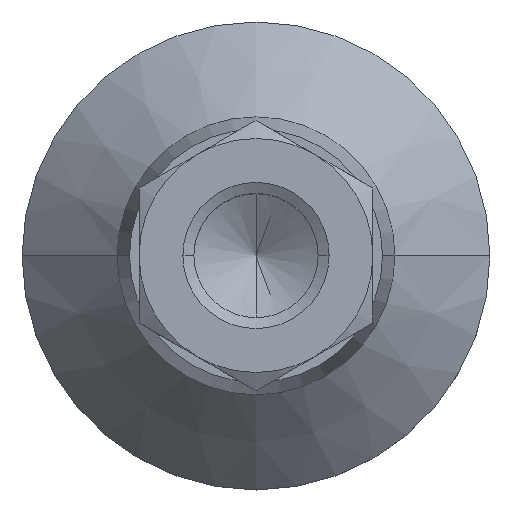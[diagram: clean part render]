
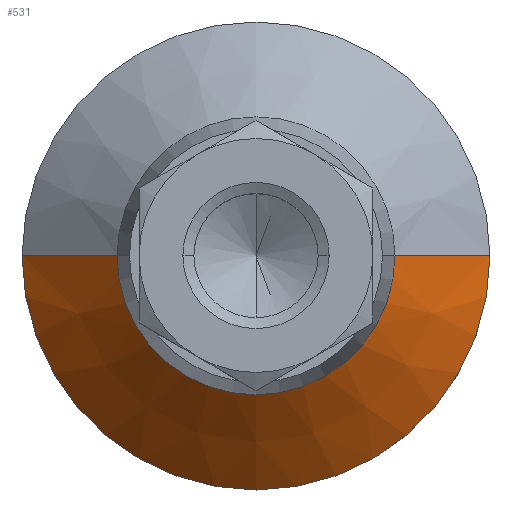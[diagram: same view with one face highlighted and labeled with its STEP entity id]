
A CAD part, top view. The second image highlights one B-rep face of the part: STEP entity #531.
In plain terms, the highlighted conical face has half-angle 45 degrees and reference radius 12.75 mm.
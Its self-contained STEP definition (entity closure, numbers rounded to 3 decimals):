
#305=EDGE_CURVE('',#363,#321,#729,.T.);
#321=VERTEX_POINT('',#748);
#329=VERTEX_POINT('',#756);
#331=EDGE_CURVE('',#329,#377,#758,.T.);
#363=VERTEX_POINT('',#793);
#377=VERTEX_POINT('',#808);
#531=ADVANCED_FACE('',(#984),#985,.T.);
#549=EDGE_CURVE('',#363,#377,#1004,.T.);
#619=EDGE_CURVE('',#321,#329,#1087,.T.);
#729=LINE('',#1230,#1231);
#748=CARTESIAN_POINT('',(9.5,0.,11.5));
#756=CARTESIAN_POINT('',(-9.5,0.,11.5));
#758=LINE('',#1278,#1279);
#793=CARTESIAN_POINT('',(16.0,0.,5.));
#808=CARTESIAN_POINT('',(-16.0,0.,5.));
#984=FACE_OUTER_BOUND('',#1692,.T.);
#985=CONICAL_SURFACE('',#1693,12.75,0.785);
#1004=CIRCLE('',#1731,16.0);
#1087=CIRCLE('',#1877,9.5);
#1230=CARTESIAN_POINT('',(12.75,0.,8.25));
#1231=VECTOR('',#1963,1.0);
#1278=CARTESIAN_POINT('',(-12.75,0.,8.25));
#1279=VECTOR('',#1991,1.0);
#1692=EDGE_LOOP('',(#2281,#2282,#2283,#2284));
#1693=AXIS2_PLACEMENT_3D('',#2285,#2286,#2287);
#1731=AXIS2_PLACEMENT_3D('',#2304,#2305,#2306);
#1877=AXIS2_PLACEMENT_3D('',#2424,#2425,#2426);
#1963=DIRECTION('',(-0.707,0.,0.707));
#1991=DIRECTION('',(-0.707,0.,-0.707));
#2281=ORIENTED_EDGE('',*,*,#331,.T.);
#2282=ORIENTED_EDGE('',*,*,#549,.F.);
#2283=ORIENTED_EDGE('',*,*,#305,.T.);
#2284=ORIENTED_EDGE('',*,*,#619,.T.);
#2285=CARTESIAN_POINT('',(0.0,0.,8.25));
#2286=DIRECTION('',(-0.0,-0.0,-1.0));
#2287=DIRECTION('',(-1.0,0.,0.0));
#2304=CARTESIAN_POINT('',(0.0,0.,5.));
#2305=DIRECTION('',(-0.0,0.0,-1.0));
#2306=DIRECTION('',(-1.0,0.,0.0));
#2424=CARTESIAN_POINT('',(0.0,0.,11.5));
#2425=DIRECTION('',(-0.0,0.0,-1.0));
#2426=DIRECTION('',(-1.0,0.,0.0));
